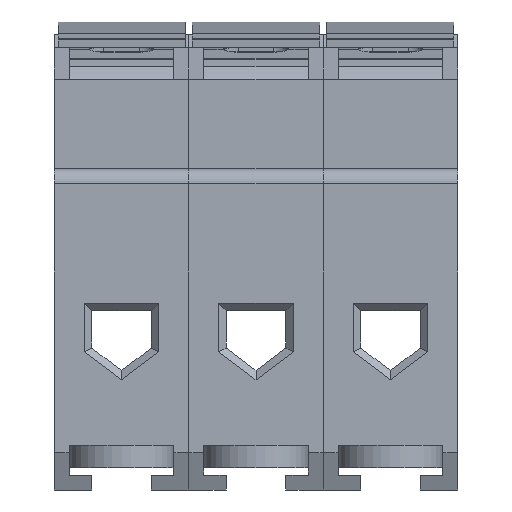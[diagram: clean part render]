
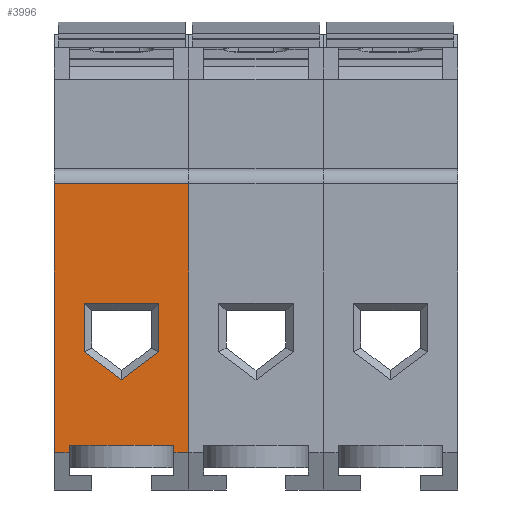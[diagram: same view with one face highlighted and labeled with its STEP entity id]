
A CAD part, front view. The second image highlights one B-rep face of the part: STEP entity #3996.
In plain terms, the highlighted planar face has unit normal (0, -1, 0).
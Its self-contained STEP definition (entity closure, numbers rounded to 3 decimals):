
#25 = PLANE ( 'NONE',  #11142 ) ;
#86 = EDGE_LOOP ( 'NONE', ( #4982, #6112, #9621, #1408, #7260 ) ) ;
#232 = CARTESIAN_POINT ( 'NONE',  ( -1., 0., 0. ) ) ;
#450 = ORIENTED_EDGE ( 'NONE', *, *, #8830, .F. ) ;
#561 = EDGE_CURVE ( 'NONE', #1259, #9767, #1853, .T. ) ;
#584 = LINE ( 'NONE', #9262, #6706 ) ;
#664 = CARTESIAN_POINT ( 'NONE',  ( -4., 0., -7. ) ) ;
#690 = FACE_BOUND ( 'NONE', #86, .T. ) ;
#726 = EDGE_CURVE ( 'NONE', #11708, #836, #4695, .T. ) ;
#836 = VERTEX_POINT ( 'NONE', #9109 ) ;
#961 = VERTEX_POINT ( 'NONE', #7451 ) ;
#1123 = VERTEX_POINT ( 'NONE', #12584 ) ;
#1141 = CARTESIAN_POINT ( 'NONE',  ( 0., 0., 7. ) ) ;
#1230 = DIRECTION ( 'NONE',  ( 0., 0., -1. ) ) ;
#1259 = VERTEX_POINT ( 'NONE', #6978 ) ;
#1367 = CARTESIAN_POINT ( 'NONE',  ( 0., 0., 7. ) ) ;
#1408 = ORIENTED_EDGE ( 'NONE', *, *, #4309, .T. ) ;
#1471 = EDGE_CURVE ( 'NONE', #9927, #7844, #584, .T. ) ;
#1661 = DIRECTION ( 'NONE',  ( -0.6, 0., 0.8 ) ) ;
#1697 = VECTOR ( 'NONE', #2949, 1000. ) ;
#1853 = LINE ( 'NONE', #232, #9591 ) ;
#2025 = DIRECTION ( 'NONE',  ( 1., 0., 0. ) ) ;
#2078 = ORIENTED_EDGE ( 'NONE', *, *, #10953, .F. ) ;
#2220 = VECTOR ( 'NONE', #9691, 1000. ) ;
#2612 = CARTESIAN_POINT ( 'NONE',  ( 12.5, 0., -5. ) ) ;
#2949 = DIRECTION ( 'NONE',  ( 1., 0., 0. ) ) ;
#2993 = CARTESIAN_POINT ( 'NONE',  ( 35., 0., -9. ) ) ;
#3261 = EDGE_CURVE ( 'NONE', #11925, #961, #6538, .T. ) ;
#3626 = ORIENTED_EDGE ( 'NONE', *, *, #3261, .T. ) ;
#3635 = VERTEX_POINT ( 'NONE', #5519 ) ;
#3663 = EDGE_CURVE ( 'NONE', #836, #11210, #11897, .T. ) ;
#3746 = LINE ( 'NONE', #2993, #7205 ) ;
#3886 = CARTESIAN_POINT ( 'NONE',  ( 0., 0., 0. ) ) ;
#3996 = ADVANCED_FACE ( 'NONE', ( #690, #8556 ), #25, .T. ) ;
#4135 = VECTOR ( 'NONE', #1661, 1000. ) ;
#4195 = DIRECTION ( 'NONE',  ( 0., -1., 0. ) ) ;
#4309 = EDGE_CURVE ( 'NONE', #11210, #9927, #4456, .T. ) ;
#4378 = EDGE_CURVE ( 'NONE', #3635, #1259, #6018, .T. ) ;
#4453 = CARTESIAN_POINT ( 'NONE',  ( 19., 0., 5. ) ) ;
#4456 = LINE ( 'NONE', #2612, #4135 ) ;
#4695 = LINE ( 'NONE', #6992, #9736 ) ;
#4772 = CARTESIAN_POINT ( 'NONE',  ( 35., 0., -9. ) ) ;
#4825 = DIRECTION ( 'NONE',  ( 0., 0., -1. ) ) ;
#4982 = ORIENTED_EDGE ( 'NONE', *, *, #8152, .T. ) ;
#5066 = ORIENTED_EDGE ( 'NONE', *, *, #5956, .T. ) ;
#5114 = CARTESIAN_POINT ( 'NONE',  ( 35., 0., 0. ) ) ;
#5358 = VECTOR ( 'NONE', #9105, 1000. ) ;
#5519 = CARTESIAN_POINT ( 'NONE',  ( 0., 0., -7. ) ) ;
#5685 = CARTESIAN_POINT ( 'NONE',  ( 35., 0., -5. ) ) ;
#5791 = VERTEX_POINT ( 'NONE', #4772 ) ;
#5851 = VECTOR ( 'NONE', #11559, 1000. ) ;
#5890 = CARTESIAN_POINT ( 'NONE',  ( 8.75, 0., 0. ) ) ;
#5903 = VECTOR ( 'NONE', #9637, 1000. ) ;
#5956 = EDGE_CURVE ( 'NONE', #9448, #3635, #10632, .T. ) ;
#5981 = CARTESIAN_POINT ( 'NONE',  ( 12.5, 0., -5. ) ) ;
#6018 = LINE ( 'NONE', #664, #2220 ) ;
#6112 = ORIENTED_EDGE ( 'NONE', *, *, #726, .T. ) ;
#6214 = DIRECTION ( 'NONE',  ( 0., 0., -1. ) ) ;
#6224 = DIRECTION ( 'NONE',  ( 0.6, 0., 0.8 ) ) ;
#6538 = LINE ( 'NONE', #12843, #8583 ) ;
#6639 = CARTESIAN_POINT ( 'NONE',  ( 35., 0., 0. ) ) ;
#6706 = VECTOR ( 'NONE', #6224, 1000. ) ;
#6978 = CARTESIAN_POINT ( 'NONE',  ( -1., 0., -7. ) ) ;
#6992 = CARTESIAN_POINT ( 'NONE',  ( 19., 0., 0. ) ) ;
#7050 = CARTESIAN_POINT ( 'NONE',  ( 21.768, 0., 9. ) ) ;
#7205 = VECTOR ( 'NONE', #2025, 1000. ) ;
#7226 = EDGE_LOOP ( 'NONE', ( #7845, #5066, #8665, #8161, #10253, #2078, #450, #3626 ) ) ;
#7260 = ORIENTED_EDGE ( 'NONE', *, *, #1471, .T. ) ;
#7321 = EDGE_CURVE ( 'NONE', #961, #9448, #11857, .T. ) ;
#7451 = CARTESIAN_POINT ( 'NONE',  ( -1., 0., 7. ) ) ;
#7498 = CARTESIAN_POINT ( 'NONE',  ( -1., 0., -9. ) ) ;
#7616 = LINE ( 'NONE', #6639, #5903 ) ;
#7746 = DIRECTION ( 'NONE',  ( -1., 0., 0. ) ) ;
#7844 = VERTEX_POINT ( 'NONE', #10339 ) ;
#7845 = ORIENTED_EDGE ( 'NONE', *, *, #7321, .T. ) ;
#8152 = EDGE_CURVE ( 'NONE', #7844, #11708, #11043, .T. ) ;
#8161 = ORIENTED_EDGE ( 'NONE', *, *, #561, .T. ) ;
#8556 = FACE_OUTER_BOUND ( 'NONE', #7226, .T. ) ;
#8583 = VECTOR ( 'NONE', #12021, 1000. ) ;
#8665 = ORIENTED_EDGE ( 'NONE', *, *, #4378, .T. ) ;
#8740 = VECTOR ( 'NONE', #4825, 1000. ) ;
#8804 = CARTESIAN_POINT ( 'NONE',  ( -1., 0., 9. ) ) ;
#8830 = EDGE_CURVE ( 'NONE', #11925, #1123, #11803, .T. ) ;
#8858 = EDGE_CURVE ( 'NONE', #9767, #5791, #3746, .T. ) ;
#9028 = DIRECTION ( 'NONE',  ( 0., 0., -1. ) ) ;
#9105 = DIRECTION ( 'NONE',  ( 1., 0., 0. ) ) ;
#9109 = CARTESIAN_POINT ( 'NONE',  ( 19., 0., -5. ) ) ;
#9262 = CARTESIAN_POINT ( 'NONE',  ( 8.75, 0., 0. ) ) ;
#9448 = VERTEX_POINT ( 'NONE', #1141 ) ;
#9591 = VECTOR ( 'NONE', #1230, 1000. ) ;
#9621 = ORIENTED_EDGE ( 'NONE', *, *, #3663, .T. ) ;
#9637 = DIRECTION ( 'NONE',  ( 0., 0., -1. ) ) ;
#9691 = DIRECTION ( 'NONE',  ( -1., 0., 0. ) ) ;
#9736 = VECTOR ( 'NONE', #9028, 1000. ) ;
#9767 = VERTEX_POINT ( 'NONE', #7498 ) ;
#9927 = VERTEX_POINT ( 'NONE', #5890 ) ;
#10146 = VECTOR ( 'NONE', #7746, 1000. ) ;
#10253 = ORIENTED_EDGE ( 'NONE', *, *, #8858, .T. ) ;
#10339 = CARTESIAN_POINT ( 'NONE',  ( 12.5, 0., 5. ) ) ;
#10632 = LINE ( 'NONE', #3886, #8740 ) ;
#10953 = EDGE_CURVE ( 'NONE', #1123, #5791, #7616, .T. ) ;
#11043 = LINE ( 'NONE', #11989, #5358 ) ;
#11142 = AXIS2_PLACEMENT_3D ( 'NONE', #5114, #4195, #6214 ) ;
#11210 = VERTEX_POINT ( 'NONE', #5981 ) ;
#11559 = DIRECTION ( 'NONE',  ( 1., 0., 0. ) ) ;
#11708 = VERTEX_POINT ( 'NONE', #4453 ) ;
#11803 = LINE ( 'NONE', #7050, #1697 ) ;
#11857 = LINE ( 'NONE', #1367, #5851 ) ;
#11897 = LINE ( 'NONE', #5685, #10146 ) ;
#11925 = VERTEX_POINT ( 'NONE', #8804 ) ;
#11989 = CARTESIAN_POINT ( 'NONE',  ( 35., 0., 5. ) ) ;
#12021 = DIRECTION ( 'NONE',  ( 0., 0., -1. ) ) ;
#12584 = CARTESIAN_POINT ( 'NONE',  ( 35., 0., 9. ) ) ;
#12843 = CARTESIAN_POINT ( 'NONE',  ( -1., 0., 0. ) ) ;
